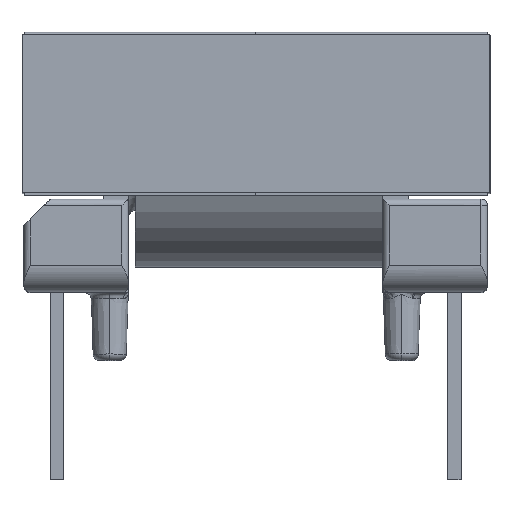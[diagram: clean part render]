
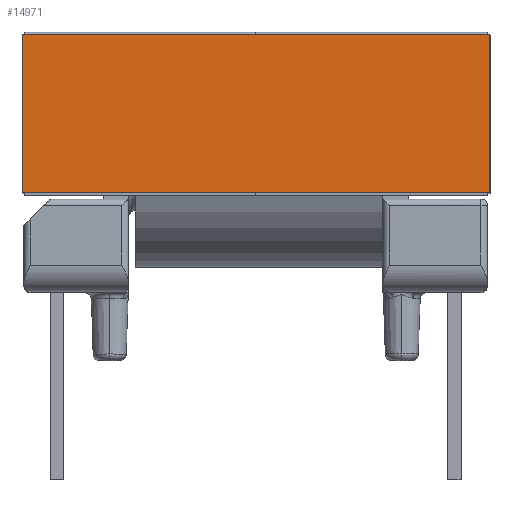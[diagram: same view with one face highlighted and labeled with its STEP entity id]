
A CAD part, top view. The second image highlights one B-rep face of the part: STEP entity #14971.
In plain terms, the highlighted face is planar.
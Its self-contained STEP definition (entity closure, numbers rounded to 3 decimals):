
#1718 = EDGE_LOOP ( 'NONE', ( #2312, #6484, #13793, #4767 ) ) ;
#2233 = EDGE_CURVE ( 'NONE', #7735, #10133, #13789, .T. ) ;
#2312 = ORIENTED_EDGE ( 'NONE', *, *, #14187, .F. ) ;
#2525 = AXIS2_PLACEMENT_3D ( 'NONE', #15771, #5623, #10710 ) ;
#3084 = DIRECTION ( 'NONE',  ( -1., 0., 0. ) ) ;
#3248 = CARTESIAN_POINT ( 'NONE',  ( -0.1, 0.1, 0. ) ) ;
#4430 = VECTOR ( 'NONE', #10970, 1000. ) ;
#4687 = VERTEX_POINT ( 'NONE', #10451 ) ;
#4767 = ORIENTED_EDGE ( 'NONE', *, *, #14911, .T. ) ;
#5623 = DIRECTION ( 'NONE',  ( 0., 1., 0. ) ) ;
#6411 = LINE ( 'NONE', #11935, #9791 ) ;
#6484 = ORIENTED_EDGE ( 'NONE', *, *, #14085, .F. ) ;
#7735 = VERTEX_POINT ( 'NONE', #15488 ) ;
#7788 = LINE ( 'NONE', #3248, #4430 ) ;
#9458 = PLANE ( 'NONE',  #2525 ) ;
#9675 = CARTESIAN_POINT ( 'NONE',  ( -0.1, 0.1, -5.97 ) ) ;
#9791 = VECTOR ( 'NONE', #13209, 1000. ) ;
#9843 = VERTEX_POINT ( 'NONE', #12470 ) ;
#10133 = VERTEX_POINT ( 'NONE', #9675 ) ;
#10158 = VECTOR ( 'NONE', #14377, 1000. ) ;
#10415 = VECTOR ( 'NONE', #3084, 1000. ) ;
#10451 = CARTESIAN_POINT ( 'NONE',  ( -0.1, 0.1, 0. ) ) ;
#10710 = DIRECTION ( 'NONE',  ( 0., 0., 1. ) ) ;
#10970 = DIRECTION ( 'NONE',  ( -1., 0., 0. ) ) ;
#11935 = CARTESIAN_POINT ( 'NONE',  ( 17.56, 0.1, -5.97 ) ) ;
#12470 = CARTESIAN_POINT ( 'NONE',  ( 17.56, 0.1, 0. ) ) ;
#13121 = FACE_OUTER_BOUND ( 'NONE', #1718, .T. ) ;
#13209 = DIRECTION ( 'NONE',  ( 0., 0., 1. ) ) ;
#13527 = LINE ( 'NONE', #15617, #10158 ) ;
#13789 = LINE ( 'NONE', #15695, #10415 ) ;
#13793 = ORIENTED_EDGE ( 'NONE', *, *, #2233, .T. ) ;
#14085 = EDGE_CURVE ( 'NONE', #7735, #9843, #6411, .T. ) ;
#14187 = EDGE_CURVE ( 'NONE', #9843, #4687, #7788, .T. ) ;
#14377 = DIRECTION ( 'NONE',  ( 0., 0., 1. ) ) ;
#14911 = EDGE_CURVE ( 'NONE', #10133, #4687, #13527, .T. ) ;
#14971 = ADVANCED_FACE ( 'NONE', ( #13121 ), #9458, .T. ) ;
#15488 = CARTESIAN_POINT ( 'NONE',  ( 17.56, 0.1, -5.97 ) ) ;
#15617 = CARTESIAN_POINT ( 'NONE',  ( -0.1, 0.1, -5.97 ) ) ;
#15695 = CARTESIAN_POINT ( 'NONE',  ( -0.1, 0.1, -5.97 ) ) ;
#15771 = CARTESIAN_POINT ( 'NONE',  ( -0.1, 0.1, -5.97 ) ) ;
